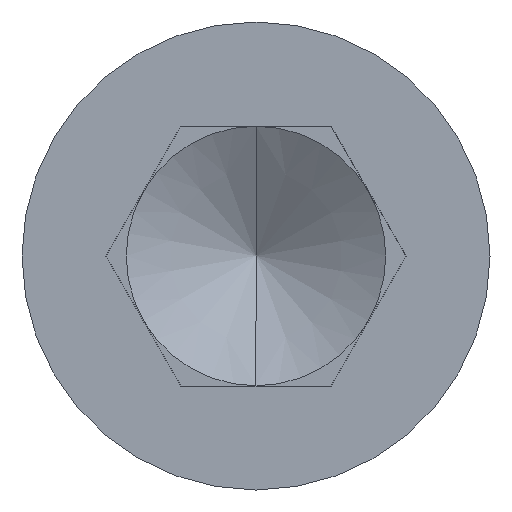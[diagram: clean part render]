
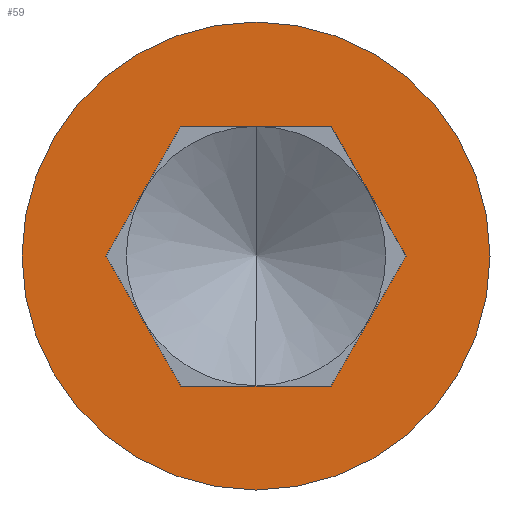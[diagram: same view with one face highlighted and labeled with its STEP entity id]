
A CAD part, left-side view. The second image highlights one B-rep face of the part: STEP entity #59.
In plain terms, the highlighted planar face has unit normal (-1, 0, 0).
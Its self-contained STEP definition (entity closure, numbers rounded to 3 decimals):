
#17 = VERTEX_POINT ( 'NONE', #468 ) ;
#18 = VERTEX_POINT ( 'NONE', #521 ) ;
#28 = FACE_OUTER_BOUND ( 'NONE', #190, .T. ) ;
#29 = VERTEX_POINT ( 'NONE', #386 ) ;
#30 = DIRECTION ( 'NONE',  ( 1., 0., 0. ) ) ;
#34 = DIRECTION ( 'NONE',  ( 0., 0., -1. ) ) ;
#43 = LINE ( 'NONE', #538, #87 ) ;
#46 = DIRECTION ( 'NONE',  ( 0., 1., 0. ) ) ;
#54 = DIRECTION ( 'NONE',  ( 0., -0.5, -0.866 ) ) ;
#59 = ADVANCED_FACE ( 'NONE', ( #273, #28 ), #480, .F. ) ;
#60 = CARTESIAN_POINT ( 'NONE',  ( -12., 5.774, 0. ) ) ;
#76 = ORIENTED_EDGE ( 'NONE', *, *, #200, .F. ) ;
#78 = VERTEX_POINT ( 'NONE', #239 ) ;
#87 = VECTOR ( 'NONE', #102, 1000. ) ;
#91 = DIRECTION ( 'NONE',  ( 0., 0., -1. ) ) ;
#95 = ORIENTED_EDGE ( 'NONE', *, *, #252, .F. ) ;
#101 = CIRCLE ( 'NONE', #160, 9. ) ;
#102 = DIRECTION ( 'NONE',  ( 0., 0.5, 0.866 ) ) ;
#105 = DIRECTION ( 'NONE',  ( 0., 0.5, -0.866 ) ) ;
#122 = EDGE_CURVE ( 'NONE', #331, #29, #263, .T. ) ;
#134 = ORIENTED_EDGE ( 'NONE', *, *, #164, .F. ) ;
#145 = DIRECTION ( 'NONE',  ( 1., 0., 0. ) ) ;
#148 = VECTOR ( 'NONE', #309, 1000. ) ;
#160 = AXIS2_PLACEMENT_3D ( 'NONE', #312, #198, #272 ) ;
#162 = EDGE_LOOP ( 'NONE', ( #170, #95, #416, #76, #399, #134 ) ) ;
#164 = EDGE_CURVE ( 'NONE', #261, #17, #187, .T. ) ;
#170 = ORIENTED_EDGE ( 'NONE', *, *, #267, .F. ) ;
#171 = ORIENTED_EDGE ( 'NONE', *, *, #277, .F. ) ;
#184 = CARTESIAN_POINT ( 'NONE',  ( -12., 0., 0. ) ) ;
#187 = LINE ( 'NONE', #228, #221 ) ;
#190 = EDGE_LOOP ( 'NONE', ( #171, #407 ) ) ;
#192 = CARTESIAN_POINT ( 'NONE',  ( -12., 2.887, 5. ) ) ;
#194 = CARTESIAN_POINT ( 'NONE',  ( -12., -2.887, 5. ) ) ;
#198 = DIRECTION ( 'NONE',  ( 1., 0., 0. ) ) ;
#200 = EDGE_CURVE ( 'NONE', #78, #331, #421, .T. ) ;
#205 = VECTOR ( 'NONE', #54, 1000. ) ;
#210 = VECTOR ( 'NONE', #446, 1000. ) ;
#221 = VECTOR ( 'NONE', #46, 1000. ) ;
#228 = CARTESIAN_POINT ( 'NONE',  ( -12., 0., 5. ) ) ;
#239 = CARTESIAN_POINT ( 'NONE',  ( -12., 5.774, 0. ) ) ;
#240 = CARTESIAN_POINT ( 'NONE',  ( -12., 2.887, -5. ) ) ;
#248 = VERTEX_POINT ( 'NONE', #442 ) ;
#252 = EDGE_CURVE ( 'NONE', #29, #18, #444, .T. ) ;
#261 = VERTEX_POINT ( 'NONE', #194 ) ;
#263 = LINE ( 'NONE', #266, #148 ) ;
#266 = CARTESIAN_POINT ( 'NONE',  ( -12., 0., -5. ) ) ;
#267 = EDGE_CURVE ( 'NONE', #18, #261, #43, .T. ) ;
#272 = DIRECTION ( 'NONE',  ( 0., 0., -1. ) ) ;
#273 = FACE_BOUND ( 'NONE', #162, .T. ) ;
#277 = EDGE_CURVE ( 'NONE', #248, #482, #101, .T. ) ;
#280 = CIRCLE ( 'NONE', #403, 9. ) ;
#283 = EDGE_CURVE ( 'NONE', #17, #78, #428, .T. ) ;
#309 = DIRECTION ( 'NONE',  ( 0., -1., 0. ) ) ;
#312 = CARTESIAN_POINT ( 'NONE',  ( -12., 0., 0. ) ) ;
#331 = VERTEX_POINT ( 'NONE', #240 ) ;
#360 = CARTESIAN_POINT ( 'NONE',  ( -12., -2.887, -5. ) ) ;
#386 = CARTESIAN_POINT ( 'NONE',  ( -12., -2.887, -5. ) ) ;
#399 = ORIENTED_EDGE ( 'NONE', *, *, #283, .F. ) ;
#403 = AXIS2_PLACEMENT_3D ( 'NONE', #418, #30, #34 ) ;
#407 = ORIENTED_EDGE ( 'NONE', *, *, #550, .F. ) ;
#416 = ORIENTED_EDGE ( 'NONE', *, *, #122, .F. ) ;
#418 = CARTESIAN_POINT ( 'NONE',  ( -12., 0., 0. ) ) ;
#421 = LINE ( 'NONE', #60, #205 ) ;
#428 = LINE ( 'NONE', #192, #532 ) ;
#442 = CARTESIAN_POINT ( 'NONE',  ( -12., 0., -9. ) ) ;
#444 = LINE ( 'NONE', #360, #210 ) ;
#446 = DIRECTION ( 'NONE',  ( 0., -0.5, 0.866 ) ) ;
#451 = CARTESIAN_POINT ( 'NONE',  ( -12., 0., 9. ) ) ;
#468 = CARTESIAN_POINT ( 'NONE',  ( -12., 2.887, 5. ) ) ;
#480 = PLANE ( 'NONE',  #485 ) ;
#482 = VERTEX_POINT ( 'NONE', #451 ) ;
#485 = AXIS2_PLACEMENT_3D ( 'NONE', #184, #145, #91 ) ;
#521 = CARTESIAN_POINT ( 'NONE',  ( -12., -5.774, 0. ) ) ;
#532 = VECTOR ( 'NONE', #105, 1000. ) ;
#538 = CARTESIAN_POINT ( 'NONE',  ( -12., -5.774, 0. ) ) ;
#550 = EDGE_CURVE ( 'NONE', #482, #248, #280, .T. ) ;
